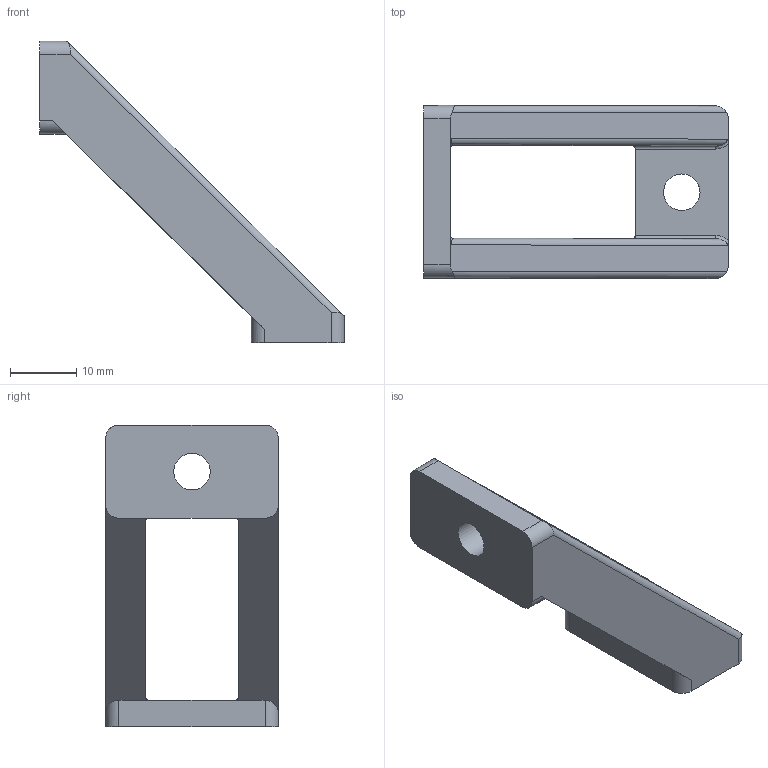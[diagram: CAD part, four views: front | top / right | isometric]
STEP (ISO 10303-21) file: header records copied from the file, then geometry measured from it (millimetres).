
FILE_DESCRIPTION(/* description */ (''),/* implementation_level */ '2;1');
FILE_NAME(/* name */ 'Brace.step',/* time_stamp */ '2023-07-15T16:15:17-07:00',/* author */ (''),/* organization */ (''),/* preprocessor_version */ 'ST-DEVELOPER v19.2',/* originating_system */ 'Autodesk Translation Framework v12.6.0.85',/* authorisation */ '');
FILE_SCHEMA (('AUTOMOTIVE_DESIGN { 1 0 10303 214 3 1 1 }'));
Length unit declared in the file: millimetre
Products named in the file (1): Brace
Bounding box: 45.86 x 26 x 45.42 mm (x, y, z)
Volume: 8467.7 mm3; surface area: 4775.8 mm2
Topology: 1 solids, 1 shells, 38 faces, 102 edges, 64 vertices
Faces by surface type: cylinder 18, plane 16, bspline 4
Full cylindrical faces by diameter (mm): 5.5 x2
Entity records: 1399 total; most frequent: CARTESIAN_POINT 401, ORIENTED_EDGE 204, DIRECTION 200, EDGE_CURVE 102, AXIS2_PLACEMENT_3D 71, VERTEX_POINT 64, LINE 58, VECTOR 58
